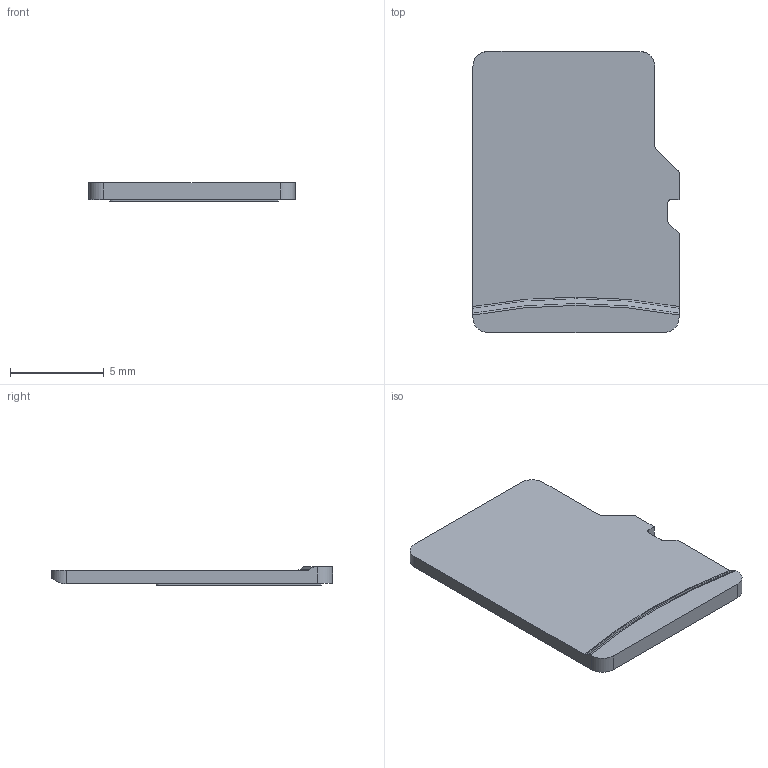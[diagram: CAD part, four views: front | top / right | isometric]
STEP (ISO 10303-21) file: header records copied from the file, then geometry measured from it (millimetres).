
FILE_DESCRIPTION(/* description */ ('STEP AP242','CAx-IF Rec.Pracs.---Representation and Presentation of Product Manufacturing Information (PMI)---4.0---2014-10-13','CAx-IF Rec.Pracs.---3D Tessellated Geometry---0.4---2014-09-14','2;1'),/* implementation_level */ '2;1');
FILE_NAME(/* name */ '67990a272d29f500ed62f471',/* time_stamp */ '2025-01-28T16:47:36Z',/* author */ (''),/* organization */ (''),/* preprocessor_version */ 'ST-DEVELOPER v20',/* originating_system */ 'ONSHAPE BY PTC INC, 1.192',/* authorisation */ ' ');
FILE_SCHEMA (('AP242_MANAGED_MODEL_BASED_3D_ENGINEERING_MIM_LF { 1 0 10303 442 1 1 4 }'));
Length unit declared in the file: metre
Products named in the file (1): 83721C7F-32BC-402F-9845-702A87134162
Bounding box: 11 x 15 x 1 mm (x, y, z)
Volume: 119.7 mm3; surface area: 352.1 mm2
Topology: 1 solids, 1 shells, 44 faces, 131 edges, 98 vertices
Faces by surface type: plane 28, cylinder 13, torus 2, cone 1
Entity records: 1859 total; most frequent: CARTESIAN_POINT 286, ORIENTED_EDGE 262, DIRECTION 249, EDGE_CURVE 131, VERTEX_POINT 98, LINE 95, VECTOR 95, AXIS2_PLACEMENT_3D 77
